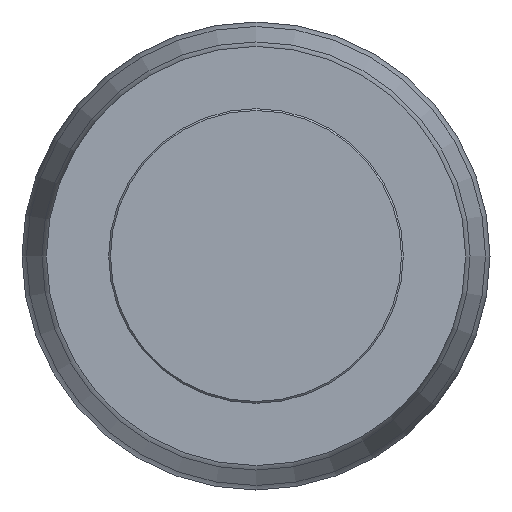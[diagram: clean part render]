
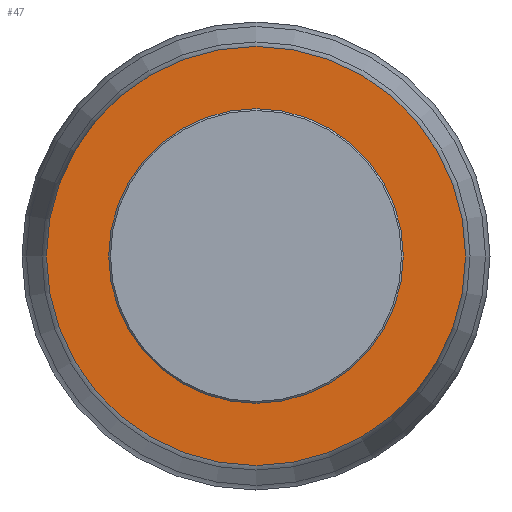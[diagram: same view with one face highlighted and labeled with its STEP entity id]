
A CAD part, left-side view. The second image highlights one B-rep face of the part: STEP entity #47.
In plain terms, the highlighted planar face has unit normal (-1, 0, 0).
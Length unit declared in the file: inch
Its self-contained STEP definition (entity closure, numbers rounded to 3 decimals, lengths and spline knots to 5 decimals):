
#33 = PLANE ( 'NONE',  #228 ) ;
#47 = ADVANCED_FACE ( 'NONE', ( #446, #277 ), #33, .T. ) ;
#89 = CARTESIAN_POINT ( 'NONE',  ( 0., 0., 0. ) ) ;
#92 = DIRECTION ( 'NONE',  ( 0., -1., 0. ) ) ;
#106 = EDGE_CURVE ( 'NONE', #447, #447, #465, .T. ) ;
#143 = ORIENTED_EDGE ( 'NONE', *, *, #484, .T. ) ;
#153 = DIRECTION ( 'NONE',  ( -1., 0., 0. ) ) ;
#177 = EDGE_LOOP ( 'NONE', ( #143 ) ) ;
#192 = AXIS2_PLACEMENT_3D ( 'NONE', #197, #269, #279 ) ;
#193 = ORIENTED_EDGE ( 'NONE', *, *, #106, .T. ) ;
#197 = CARTESIAN_POINT ( 'NONE',  ( 0., 0., 0. ) ) ;
#228 = AXIS2_PLACEMENT_3D ( 'NONE', #346, #153, #390 ) ;
#256 = CARTESIAN_POINT ( 'NONE',  ( 0., -0.018, 0. ) ) ;
#268 = EDGE_LOOP ( 'NONE', ( #193 ) ) ;
#269 = DIRECTION ( 'NONE',  ( 1., 0., 0. ) ) ;
#277 = FACE_OUTER_BOUND ( 'NONE', #177, .T. ) ;
#279 = DIRECTION ( 'NONE',  ( 0., 0., 1. ) ) ;
#287 = VERTEX_POINT ( 'NONE', #256 ) ;
#346 = CARTESIAN_POINT ( 'NONE',  ( 0., 0., 0.018 ) ) ;
#364 = CIRCLE ( 'NONE', #469, 0.018 ) ;
#390 = DIRECTION ( 'NONE',  ( 0., -1., 0. ) ) ;
#404 = CARTESIAN_POINT ( 'NONE',  ( 0., 0., 0.01265 ) ) ;
#439 = DIRECTION ( 'NONE',  ( -1., 0., 0. ) ) ;
#446 = FACE_BOUND ( 'NONE', #268, .T. ) ;
#447 = VERTEX_POINT ( 'NONE', #404 ) ;
#465 = CIRCLE ( 'NONE', #192, 0.01265 ) ;
#469 = AXIS2_PLACEMENT_3D ( 'NONE', #89, #439, #92 ) ;
#484 = EDGE_CURVE ( 'NONE', #287, #287, #364, .T. ) ;
